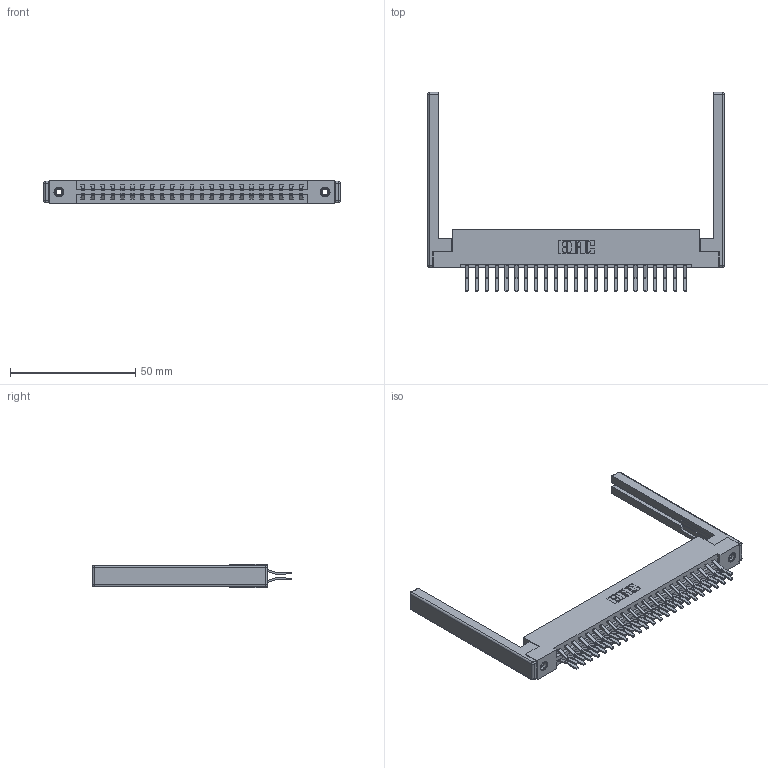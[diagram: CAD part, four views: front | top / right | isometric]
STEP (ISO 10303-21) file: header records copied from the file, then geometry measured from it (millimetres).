
FILE_DESCRIPTION (( 'STEP AP203' ), '1' );
FILE_NAME ('387-046-560-268.STEP', '2019-10-18T08:48:43', ( '' ), ( '' ), 'SwSTEP 2.0', 'SolidWorks 2016', '' );
FILE_SCHEMA (( 'CONFIG_CONTROL_DESIGN' ));
Length unit declared in the file: inch
Products named in the file (5): 345-292-001_560 Tail; 337 Part_Flush Mounting Lugs - 0.156 Dia-TI; 387-046-560-268; 307-220-068; 345-250-001_345-250-001-102
Assembly tree (51 placements, depth 2):
  387-046-560-268
    337 Part_Flush Mounting Lugs - 0.156 Dia-TI
    345-292-001_560 Tail  x46
    345-250-001_345-250-001-102  x2
    307-220-068  x2
Bounding box: 118.57 x 79.52 x 9.4 mm (x, y, z)
Volume: 16928.9 mm3; surface area: 18903.6 mm2
Topology: 51 solids, 51 shells, 2844 faces, 8383 edges, 5506 vertices
Faces by surface type: plane 1906, cylinder 914, cone 12, sphere 8, torus 4
Entity records: 23138 total; most frequent: CARTESIAN_POINT 3879, ORIENTED_EDGE 3804, DIRECTION 3408, EDGE_CURVE 1902, LINE 1720, VECTOR 1720, VERTEX_POINT 1258, AXIS2_PLACEMENT_3D 844
